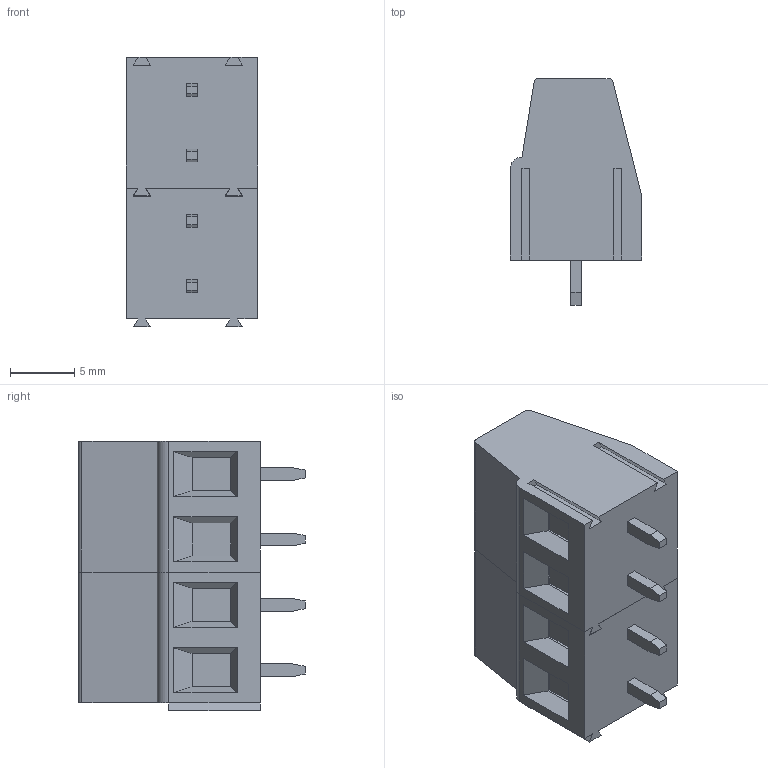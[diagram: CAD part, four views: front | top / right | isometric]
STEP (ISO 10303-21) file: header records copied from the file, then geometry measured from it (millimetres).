
FILE_DESCRIPTION (( 'STEP AP214' ), '1' );
FILE_NAME ('CUI_DEVICES_TB004-508-04BE.step', '2021-01-15T00:35:10', ( '' ), ( '' ), 'SwSTEP 2.0', 'SolidWorks 2020', '' );
FILE_SCHEMA (( 'AUTOMOTIVE_DESIGN' ));
Length unit declared in the file: millimetre
Products named in the file (2): CUI_DEVICES_TB004-508-04BE; TB004-508-02P_Blue - S
Assembly tree (2 placements, depth 2):
  CUI_DEVICES_TB004-508-04BE
    TB004-508-02P_Blue - S  x2
Bounding box: 10.2 x 17.6 x 20.92 mm (x, y, z)
Volume: 2393.8 mm3; surface area: 1850.9 mm2
Topology: 2 solids, 2 shells, 182 faces, 454 edges, 288 vertices
Faces by surface type: plane 132, torus 20, cone 16, cylinder 14
Entity records: 3382 total; most frequent: CARTESIAN_POINT 619, ORIENTED_EDGE 454, DIRECTION 449, EDGE_CURVE 227, LINE 165, VECTOR 165, VERTEX_POINT 144, AXIS2_PLACEMENT_3D 142
